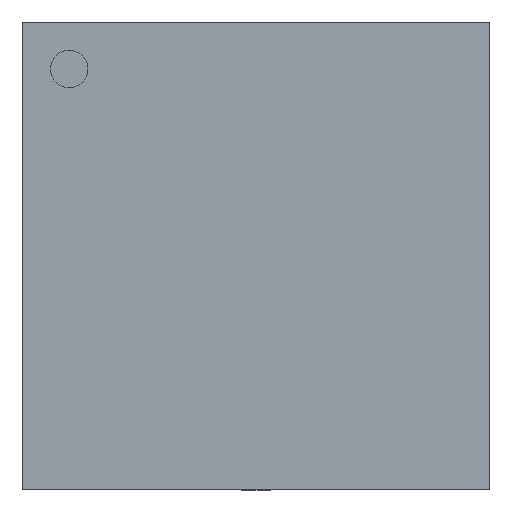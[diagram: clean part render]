
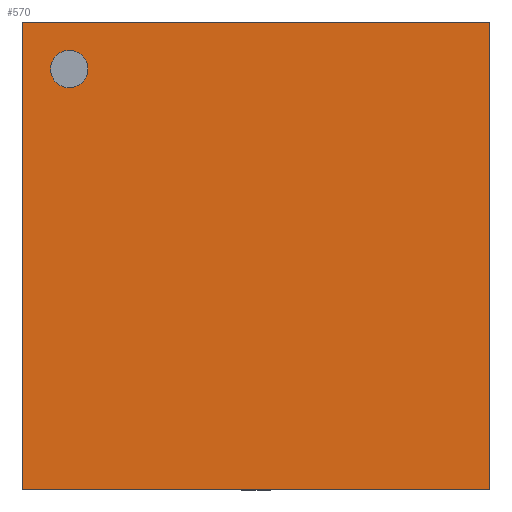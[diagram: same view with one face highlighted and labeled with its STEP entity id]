
A CAD part, top view. The second image highlights one B-rep face of the part: STEP entity #570.
In plain terms, the highlighted planar face has unit normal (0, 0, 1).
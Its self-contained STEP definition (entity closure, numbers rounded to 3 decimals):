
#21 = VECTOR ( 'NONE', #5296, 1000. ) ;
#96 = CARTESIAN_POINT ( 'NONE',  ( -2., 2., 0.9 ) ) ;
#99 = CARTESIAN_POINT ( 'NONE',  ( -2., 2., 0.9 ) ) ;
#356 = LINE ( 'NONE', #5489, #5437 ) ;
#455 = EDGE_CURVE ( 'NONE', #2209, #3304, #1754, .T. ) ;
#552 = LINE ( 'NONE', #1317, #2097 ) ;
#570 = ADVANCED_FACE ( 'NONE', ( #3746, #824 ), #4244, .T. ) ;
#634 = ORIENTED_EDGE ( 'NONE', *, *, #1540, .T. ) ;
#824 = FACE_BOUND ( 'NONE', #1246, .T. ) ;
#936 = VERTEX_POINT ( 'NONE', #3760 ) ;
#1145 = EDGE_CURVE ( 'NONE', #3304, #4608, #552, .T. ) ;
#1246 = EDGE_LOOP ( 'NONE', ( #634, #4760 ) ) ;
#1317 = CARTESIAN_POINT ( 'NONE',  ( -2.5, 0., 0.9 ) ) ;
#1537 = LINE ( 'NONE', #4590, #2552 ) ;
#1540 = EDGE_CURVE ( 'NONE', #936, #3560, #4968, .T. ) ;
#1754 = LINE ( 'NONE', #1782, #21 ) ;
#1782 = CARTESIAN_POINT ( 'NONE',  ( 0., 2.5, 0.9 ) ) ;
#1855 = CIRCLE ( 'NONE', #3820, 0.2 ) ;
#2033 = CARTESIAN_POINT ( 'NONE',  ( 2.5, -2.5, 0.9 ) ) ;
#2055 = DIRECTION ( 'NONE',  ( 1., 0., 0. ) ) ;
#2086 = AXIS2_PLACEMENT_3D ( 'NONE', #5142, #2451, #2055 ) ;
#2097 = VECTOR ( 'NONE', #3140, 1000. ) ;
#2200 = DIRECTION ( 'NONE',  ( 0., 0., -1. ) ) ;
#2209 = VERTEX_POINT ( 'NONE', #3935 ) ;
#2262 = DIRECTION ( 'NONE',  ( 0., 0., -1. ) ) ;
#2451 = DIRECTION ( 'NONE',  ( 0., 0., 1. ) ) ;
#2552 = VECTOR ( 'NONE', #4116, 1000. ) ;
#2604 = CARTESIAN_POINT ( 'NONE',  ( -2.5, 2.5, 0.9 ) ) ;
#2785 = CARTESIAN_POINT ( 'NONE',  ( -2.5, -2.5, 0.9 ) ) ;
#2823 = EDGE_CURVE ( 'NONE', #5057, #2209, #1537, .T. ) ;
#2971 = EDGE_CURVE ( 'NONE', #4608, #5057, #356, .T. ) ;
#3138 = DIRECTION ( 'NONE',  ( 1., 0., 0. ) ) ;
#3140 = DIRECTION ( 'NONE',  ( 0., -1., 0. ) ) ;
#3304 = VERTEX_POINT ( 'NONE', #2604 ) ;
#3371 = CARTESIAN_POINT ( 'NONE',  ( -2.2, 2., 0.9 ) ) ;
#3530 = ORIENTED_EDGE ( 'NONE', *, *, #2971, .T. ) ;
#3560 = VERTEX_POINT ( 'NONE', #3371 ) ;
#3614 = ORIENTED_EDGE ( 'NONE', *, *, #2823, .T. ) ;
#3746 = FACE_OUTER_BOUND ( 'NONE', #3962, .T. ) ;
#3760 = CARTESIAN_POINT ( 'NONE',  ( -1.8, 2., 0.9 ) ) ;
#3820 = AXIS2_PLACEMENT_3D ( 'NONE', #99, #2262, #3138 ) ;
#3917 = EDGE_CURVE ( 'NONE', #3560, #936, #1855, .T. ) ;
#3935 = CARTESIAN_POINT ( 'NONE',  ( 2.5, 2.5, 0.9 ) ) ;
#3962 = EDGE_LOOP ( 'NONE', ( #5261, #3530, #3614, #4357 ) ) ;
#4116 = DIRECTION ( 'NONE',  ( 0., 1., 0. ) ) ;
#4244 = PLANE ( 'NONE',  #2086 ) ;
#4357 = ORIENTED_EDGE ( 'NONE', *, *, #455, .T. ) ;
#4590 = CARTESIAN_POINT ( 'NONE',  ( 2.5, 0., 0.9 ) ) ;
#4608 = VERTEX_POINT ( 'NONE', #2785 ) ;
#4760 = ORIENTED_EDGE ( 'NONE', *, *, #3917, .T. ) ;
#4789 = DIRECTION ( 'NONE',  ( 1., 0., 0. ) ) ;
#4968 = CIRCLE ( 'NONE', #5505, 0.2 ) ;
#5057 = VERTEX_POINT ( 'NONE', #2033 ) ;
#5142 = CARTESIAN_POINT ( 'NONE',  ( 0., 0., 0.9 ) ) ;
#5261 = ORIENTED_EDGE ( 'NONE', *, *, #1145, .T. ) ;
#5296 = DIRECTION ( 'NONE',  ( -1., 0., 0. ) ) ;
#5437 = VECTOR ( 'NONE', #5521, 1000. ) ;
#5489 = CARTESIAN_POINT ( 'NONE',  ( 0., -2.5, 0.9 ) ) ;
#5505 = AXIS2_PLACEMENT_3D ( 'NONE', #96, #2200, #4789 ) ;
#5521 = DIRECTION ( 'NONE',  ( 1., 0., 0. ) ) ;
